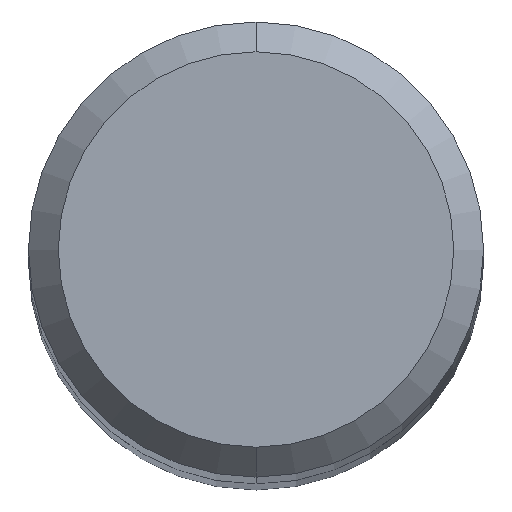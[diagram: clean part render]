
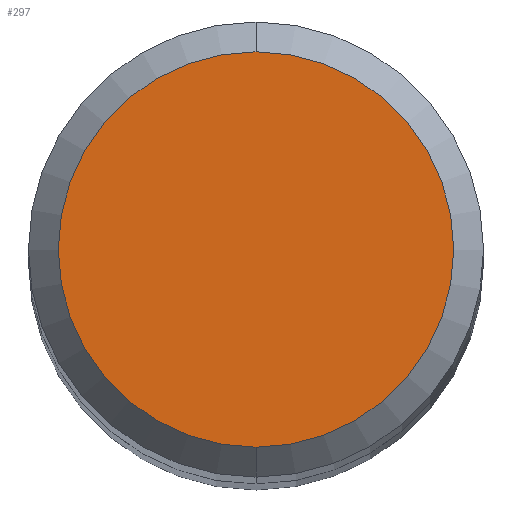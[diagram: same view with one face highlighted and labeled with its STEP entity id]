
A CAD part, top view. The second image highlights one B-rep face of the part: STEP entity #297.
In plain terms, the highlighted planar face has unit normal (0, 0, 1).
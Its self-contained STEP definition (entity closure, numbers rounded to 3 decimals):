
#211=VERTEX_POINT('',#492);
#297=ADVANCED_FACE('',(#585),#586,.T.);
#321=VERTEX_POINT('',#614);
#335=EDGE_CURVE('',#321,#211,#630,.T.);
#353=EDGE_CURVE('',#211,#321,#650,.T.);
#492=CARTESIAN_POINT('',(0.0,2.65,0.0));
#585=FACE_OUTER_BOUND('',#991,.T.);
#586=PLANE('',#992);
#614=CARTESIAN_POINT('',(0.,-2.65,0.0));
#630=CIRCLE('',#1085,2.65);
#650=CIRCLE('',#1136,2.65);
#991=EDGE_LOOP('',(#1483,#1484));
#992=AXIS2_PLACEMENT_3D('',#1485,#1486,#1487);
#1085=AXIS2_PLACEMENT_3D('',#1544,#1545,#1546);
#1136=AXIS2_PLACEMENT_3D('',#1568,#1569,#1570);
#1483=ORIENTED_EDGE('',*,*,#353,.F.);
#1484=ORIENTED_EDGE('',*,*,#335,.F.);
#1485=CARTESIAN_POINT('',(0.0,1.325,0.0));
#1486=DIRECTION('',(-0.0,0.0,1.0));
#1487=DIRECTION('',(0.0,-1.0,0.0));
#1544=CARTESIAN_POINT('',(0.0,0.0,0.0));
#1545=DIRECTION('',(0.0,0.0,-1.0));
#1546=DIRECTION('',(0.0,1.0,0.0));
#1568=CARTESIAN_POINT('',(0.0,0.0,0.0));
#1569=DIRECTION('',(0.0,0.0,-1.0));
#1570=DIRECTION('',(0.0,1.0,0.0));
